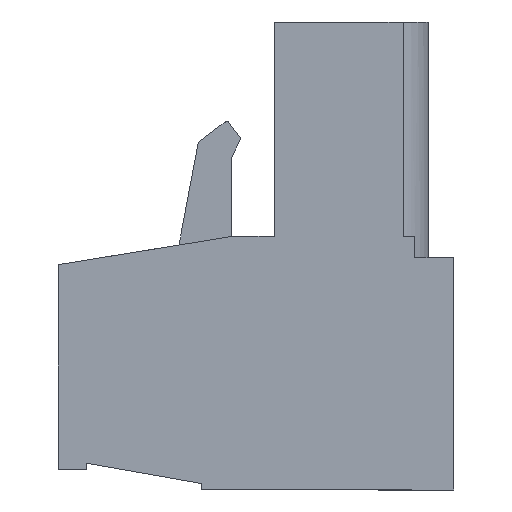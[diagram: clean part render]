
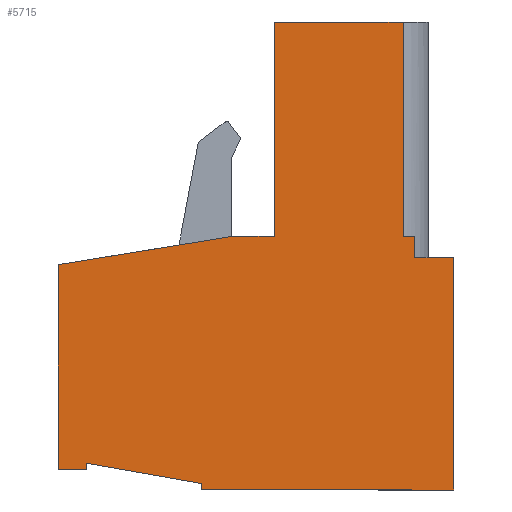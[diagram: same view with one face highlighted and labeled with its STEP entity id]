
A CAD part, left-side view. The second image highlights one B-rep face of the part: STEP entity #5715.
In plain terms, the highlighted planar face has unit normal (-1, 0, 0).
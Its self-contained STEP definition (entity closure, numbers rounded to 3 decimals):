
#161 = VECTOR ( 'NONE', #11083, 1000. ) ;
#425 = DIRECTION ( 'NONE',  ( 0., 1., 0. ) ) ;
#504 = FACE_OUTER_BOUND ( 'NONE', #19985, .T. ) ;
#545 = EDGE_CURVE ( 'NONE', #14633, #13887, #10813, .T. ) ;
#586 = VERTEX_POINT ( 'NONE', #16321 ) ;
#654 = CARTESIAN_POINT ( 'NONE',  ( 0., 15.33, -8.2 ) ) ;
#771 = EDGE_CURVE ( 'NONE', #1935, #3300, #9098, .T. ) ;
#895 = VECTOR ( 'NONE', #6722, 1000. ) ;
#1060 = EDGE_CURVE ( 'NONE', #8508, #13535, #16122, .T. ) ;
#1134 = ORIENTED_EDGE ( 'NONE', *, *, #13337, .F. ) ;
#1188 = VECTOR ( 'NONE', #4738, 1000. ) ;
#1414 = PLANE ( 'NONE',  #1933 ) ;
#1418 = EDGE_CURVE ( 'NONE', #586, #14186, #11499, .T. ) ;
#1700 = CARTESIAN_POINT ( 'NONE',  ( 0., 14.24, -7.96 ) ) ;
#1777 = CARTESIAN_POINT ( 'NONE',  ( 0., 15.33, -8.2 ) ) ;
#1832 = ORIENTED_EDGE ( 'NONE', *, *, #17356, .F. ) ;
#1933 = AXIS2_PLACEMENT_3D ( 'NONE', #12377, #13926, #4595 ) ;
#1935 = VERTEX_POINT ( 'NONE', #8144 ) ;
#2075 = LINE ( 'NONE', #2784, #18229 ) ;
#2589 = EDGE_CURVE ( 'NONE', #13535, #586, #6085, .T. ) ;
#2784 = CARTESIAN_POINT ( 'NONE',  ( 0., 8.49, 0.85 ) ) ;
#3300 = VERTEX_POINT ( 'NONE', #3865 ) ;
#3399 = ORIENTED_EDGE ( 'NONE', *, *, #16098, .F. ) ;
#3626 = LINE ( 'NONE', #16436, #7816 ) ;
#3683 = VECTOR ( 'NONE', #19312, 1000. ) ;
#3690 = CARTESIAN_POINT ( 'NONE',  ( 0., 14.24, -7.96 ) ) ;
#3865 = CARTESIAN_POINT ( 'NONE',  ( 0., 8.49, 0.85 ) ) ;
#4422 = LINE ( 'NONE', #17122, #8081 ) ;
#4595 = DIRECTION ( 'NONE',  ( 0., 0., -1. ) ) ;
#4738 = DIRECTION ( 'NONE',  ( 0., 0., -1. ) ) ;
#4747 = ORIENTED_EDGE ( 'NONE', *, *, #6134, .F. ) ;
#4927 = VERTEX_POINT ( 'NONE', #7491 ) ;
#5398 = VECTOR ( 'NONE', #6528, 1000. ) ;
#5715 = ADVANCED_FACE ( 'NONE', ( #504 ), #1414, .F. ) ;
#6000 = CARTESIAN_POINT ( 'NONE',  ( 0., 1.96, 9.15 ) ) ;
#6085 = LINE ( 'NONE', #17637, #18047 ) ;
#6134 = EDGE_CURVE ( 'NONE', #17167, #17592, #19863, .T. ) ;
#6135 = DIRECTION ( 'NONE',  ( 0., 0., -1. ) ) ;
#6309 = CARTESIAN_POINT ( 'NONE',  ( 0., 0., 0. ) ) ;
#6313 = VERTEX_POINT ( 'NONE', #6405 ) ;
#6405 = CARTESIAN_POINT ( 'NONE',  ( 0., 0., 0. ) ) ;
#6413 = DIRECTION ( 'NONE',  ( 0., -0.987, 0.16 ) ) ;
#6441 = ORIENTED_EDGE ( 'NONE', *, *, #16842, .F. ) ;
#6528 = DIRECTION ( 'NONE',  ( 0., 0., 1. ) ) ;
#6665 = CARTESIAN_POINT ( 'NONE',  ( 0., 14.24, -8.2 ) ) ;
#6722 = DIRECTION ( 'NONE',  ( 0., 0., 1. ) ) ;
#6757 = DIRECTION ( 'NONE',  ( 0., -1., 0. ) ) ;
#7127 = EDGE_CURVE ( 'NONE', #6313, #14633, #9510, .T. ) ;
#7143 = DIRECTION ( 'NONE',  ( 0., -1., 0. ) ) ;
#7367 = CARTESIAN_POINT ( 'NONE',  ( 0., 9.77, -8.75 ) ) ;
#7443 = ORIENTED_EDGE ( 'NONE', *, *, #8037, .F. ) ;
#7491 = CARTESIAN_POINT ( 'NONE',  ( 0., 6.96, 0.85 ) ) ;
#7816 = VECTOR ( 'NONE', #7143, 1000. ) ;
#7833 = DIRECTION ( 'NONE',  ( 0., 0., 1. ) ) ;
#7971 = CARTESIAN_POINT ( 'NONE',  ( 0., 1.96, 0.85 ) ) ;
#8037 = EDGE_CURVE ( 'NONE', #17592, #14834, #8507, .T. ) ;
#8081 = VECTOR ( 'NONE', #7833, 1000. ) ;
#8144 = CARTESIAN_POINT ( 'NONE',  ( 0., 15.33, -0.26 ) ) ;
#8241 = CARTESIAN_POINT ( 'NONE',  ( 0., 14.24, -8.2 ) ) ;
#8507 = LINE ( 'NONE', #1700, #161 ) ;
#8508 = VERTEX_POINT ( 'NONE', #15294 ) ;
#8641 = EDGE_CURVE ( 'NONE', #14186, #6313, #17000, .T. ) ;
#9098 = LINE ( 'NONE', #12364, #13733 ) ;
#9127 = ORIENTED_EDGE ( 'NONE', *, *, #8641, .F. ) ;
#9486 = EDGE_CURVE ( 'NONE', #9660, #8508, #3626, .T. ) ;
#9510 = LINE ( 'NONE', #6309, #1188 ) ;
#9546 = LINE ( 'NONE', #1777, #5398 ) ;
#9660 = VERTEX_POINT ( 'NONE', #19983 ) ;
#10023 = ORIENTED_EDGE ( 'NONE', *, *, #7127, .F. ) ;
#10494 = ORIENTED_EDGE ( 'NONE', *, *, #19108, .F. ) ;
#10813 = LINE ( 'NONE', #15468, #13985 ) ;
#11083 = DIRECTION ( 'NONE',  ( 0., 0., -1. ) ) ;
#11499 = LINE ( 'NONE', #13734, #3683 ) ;
#11509 = VECTOR ( 'NONE', #12023, 1000. ) ;
#11767 = ORIENTED_EDGE ( 'NONE', *, *, #1060, .F. ) ;
#12023 = DIRECTION ( 'NONE',  ( 0., 0.985, 0.174 ) ) ;
#12364 = CARTESIAN_POINT ( 'NONE',  ( 0., 15.33, -0.26 ) ) ;
#12371 = ORIENTED_EDGE ( 'NONE', *, *, #9486, .F. ) ;
#12377 = CARTESIAN_POINT ( 'NONE',  ( 0., 0., 0. ) ) ;
#12399 = CARTESIAN_POINT ( 'NONE',  ( 0., 0., -9. ) ) ;
#12854 = VECTOR ( 'NONE', #17180, 1000. ) ;
#13337 = EDGE_CURVE ( 'NONE', #3300, #4927, #2075, .T. ) ;
#13359 = DIRECTION ( 'NONE',  ( 0., 1., 0. ) ) ;
#13435 = ORIENTED_EDGE ( 'NONE', *, *, #771, .F. ) ;
#13535 = VERTEX_POINT ( 'NONE', #7971 ) ;
#13567 = CARTESIAN_POINT ( 'NONE',  ( 0., 9.77, -8.75 ) ) ;
#13733 = VECTOR ( 'NONE', #6413, 1000. ) ;
#13734 = CARTESIAN_POINT ( 'NONE',  ( 0., 1.51, 0.85 ) ) ;
#13887 = VERTEX_POINT ( 'NONE', #19757 ) ;
#13926 = DIRECTION ( 'NONE',  ( 1., 0., 0. ) ) ;
#13985 = VECTOR ( 'NONE', #13359, 1000. ) ;
#14186 = VERTEX_POINT ( 'NONE', #15718 ) ;
#14633 = VERTEX_POINT ( 'NONE', #12399 ) ;
#14834 = VERTEX_POINT ( 'NONE', #6665 ) ;
#15166 = ORIENTED_EDGE ( 'NONE', *, *, #545, .F. ) ;
#15181 = ORIENTED_EDGE ( 'NONE', *, *, #1418, .F. ) ;
#15294 = CARTESIAN_POINT ( 'NONE',  ( 0., 1.96, 9.15 ) ) ;
#15468 = CARTESIAN_POINT ( 'NONE',  ( 0., 0., -9. ) ) ;
#15587 = VERTEX_POINT ( 'NONE', #654 ) ;
#15614 = CARTESIAN_POINT ( 'NONE',  ( 0., 1.51, 0. ) ) ;
#15647 = VECTOR ( 'NONE', #6135, 1000. ) ;
#15718 = CARTESIAN_POINT ( 'NONE',  ( 0., 1.51, 0. ) ) ;
#16013 = CARTESIAN_POINT ( 'NONE',  ( 0., 9.77, -9. ) ) ;
#16098 = EDGE_CURVE ( 'NONE', #14834, #15587, #19646, .T. ) ;
#16122 = LINE ( 'NONE', #6000, #15647 ) ;
#16321 = CARTESIAN_POINT ( 'NONE',  ( 0., 1.51, 0.85 ) ) ;
#16436 = CARTESIAN_POINT ( 'NONE',  ( 0., 6.96, 9.15 ) ) ;
#16842 = EDGE_CURVE ( 'NONE', #15587, #1935, #9546, .T. ) ;
#17000 = LINE ( 'NONE', #15614, #12854 ) ;
#17020 = LINE ( 'NONE', #16013, #895 ) ;
#17122 = CARTESIAN_POINT ( 'NONE',  ( 0., 6.96, 0.85 ) ) ;
#17167 = VERTEX_POINT ( 'NONE', #7367 ) ;
#17180 = DIRECTION ( 'NONE',  ( 0., -1., 0. ) ) ;
#17356 = EDGE_CURVE ( 'NONE', #4927, #9660, #4422, .T. ) ;
#17592 = VERTEX_POINT ( 'NONE', #3690 ) ;
#17637 = CARTESIAN_POINT ( 'NONE',  ( 0., 1.96, 0.85 ) ) ;
#18047 = VECTOR ( 'NONE', #6757, 1000. ) ;
#18229 = VECTOR ( 'NONE', #20018, 1000. ) ;
#18628 = VECTOR ( 'NONE', #425, 1000. ) ;
#19108 = EDGE_CURVE ( 'NONE', #13887, #17167, #17020, .T. ) ;
#19312 = DIRECTION ( 'NONE',  ( 0., 0., -1. ) ) ;
#19646 = LINE ( 'NONE', #8241, #18628 ) ;
#19757 = CARTESIAN_POINT ( 'NONE',  ( 0., 9.77, -9. ) ) ;
#19814 = ORIENTED_EDGE ( 'NONE', *, *, #2589, .F. ) ;
#19863 = LINE ( 'NONE', #13567, #11509 ) ;
#19983 = CARTESIAN_POINT ( 'NONE',  ( 0., 6.96, 9.15 ) ) ;
#19985 = EDGE_LOOP ( 'NONE', ( #9127, #15181, #19814, #11767, #12371, #1832, #1134, #13435, #6441, #3399, #7443, #4747, #10494, #15166, #10023 ) ) ;
#20018 = DIRECTION ( 'NONE',  ( 0., -1., 0. ) ) ;
